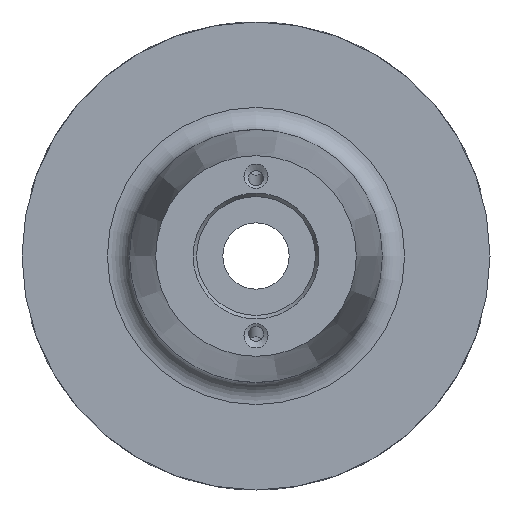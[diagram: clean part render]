
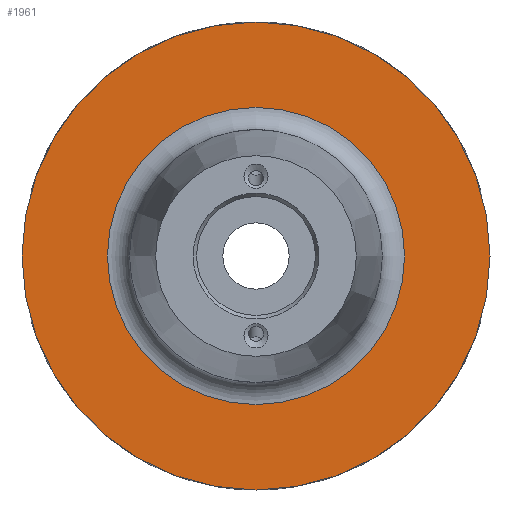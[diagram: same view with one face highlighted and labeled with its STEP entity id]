
A CAD part, left-side view. The second image highlights one B-rep face of the part: STEP entity #1961.
In plain terms, the highlighted planar face has unit normal (-1, 0, 0).
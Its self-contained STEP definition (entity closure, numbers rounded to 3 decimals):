
#58=FACE_BOUND('',#338,.T.);
#96=PLANE('',#2194);
#220=FACE_OUTER_BOUND('',#337,.T.);
#337=EDGE_LOOP('',(#1763,#1764));
#338=EDGE_LOOP('',(#1765,#1766));
#613=CIRCLE('',#2192,20.);
#614=CIRCLE('',#2193,20.);
#615=CIRCLE('',#2195,31.5);
#616=CIRCLE('',#2196,31.5);
#922=VERTEX_POINT('',#4881);
#923=VERTEX_POINT('',#4883);
#924=VERTEX_POINT('',#4887);
#925=VERTEX_POINT('',#4888);
#1222=EDGE_CURVE('',#923,#922,#613,.T.);
#1223=EDGE_CURVE('',#922,#923,#614,.T.);
#1224=EDGE_CURVE('',#924,#925,#615,.T.);
#1225=EDGE_CURVE('',#925,#924,#616,.T.);
#1763=ORIENTED_EDGE('',*,*,#1224,.F.);
#1764=ORIENTED_EDGE('',*,*,#1225,.F.);
#1765=ORIENTED_EDGE('',*,*,#1222,.T.);
#1766=ORIENTED_EDGE('',*,*,#1223,.T.);
#1961=ADVANCED_FACE('',(#220,#58),#96,.T.);
#2192=AXIS2_PLACEMENT_3D('',#4884,#2693,#2694);
#2193=AXIS2_PLACEMENT_3D('',#4885,#2695,#2696);
#2194=AXIS2_PLACEMENT_3D('',#4886,#2697,#2698);
#2195=AXIS2_PLACEMENT_3D('',#4889,#2699,#2700);
#2196=AXIS2_PLACEMENT_3D('',#4890,#2701,#2702);
#2693=DIRECTION('center_axis',(1.,0.,0.));
#2694=DIRECTION('ref_axis',(0.,1.,0.));
#2695=DIRECTION('center_axis',(1.,0.,0.));
#2696=DIRECTION('ref_axis',(0.,1.,0.));
#2697=DIRECTION('center_axis',(-1.,0.,0.));
#2698=DIRECTION('ref_axis',(0.,0.,1.));
#2699=DIRECTION('center_axis',(1.,0.,0.));
#2700=DIRECTION('ref_axis',(0.,1.,0.));
#2701=DIRECTION('center_axis',(1.,0.,0.));
#2702=DIRECTION('ref_axis',(0.,1.,0.));
#4881=CARTESIAN_POINT('',(-22.,0.,20.));
#4883=CARTESIAN_POINT('',(-22.,20.,0.));
#4884=CARTESIAN_POINT('Origin',(-22.,0.,0.));
#4885=CARTESIAN_POINT('Origin',(-22.,0.,0.));
#4886=CARTESIAN_POINT('Origin',(-22.,25.75,0.));
#4887=CARTESIAN_POINT('',(-22.,31.5,0.));
#4888=CARTESIAN_POINT('',(-22.,-31.5,0.));
#4889=CARTESIAN_POINT('Origin',(-22.,0.,0.));
#4890=CARTESIAN_POINT('Origin',(-22.,0.,0.));
